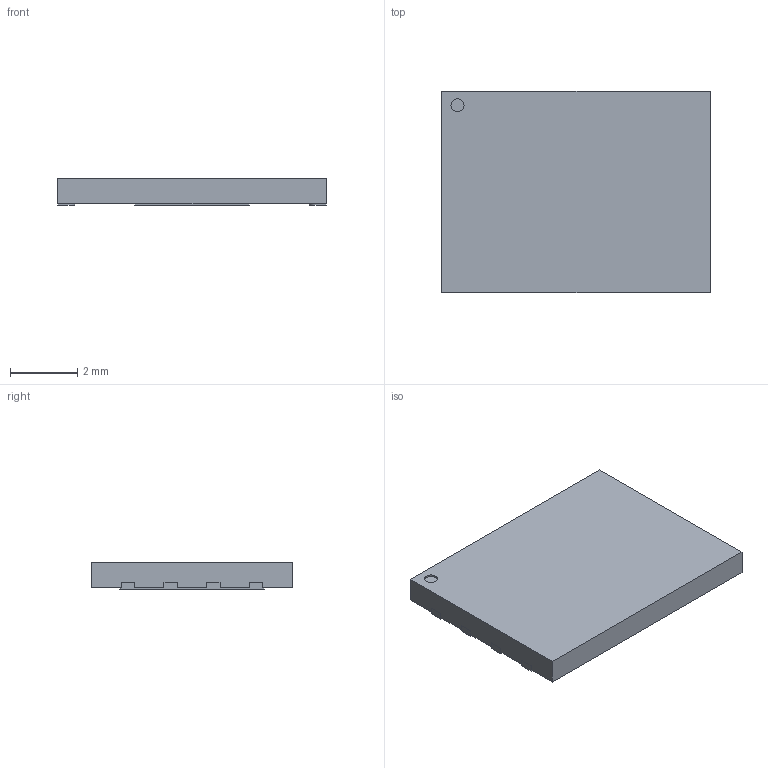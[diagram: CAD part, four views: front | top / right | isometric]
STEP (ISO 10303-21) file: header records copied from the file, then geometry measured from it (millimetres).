
FILE_DESCRIPTION(('FreeCAD Model'),'2;1');
FILE_NAME('W25Q256JVEIQ TR010_sp.step', '2019-05-14T03:40:16',('kicad StepUp'),('ksu MCAD'), 'Open CASCADE STEP processor 7.3','FreeCAD','Unknown');
FILE_SCHEMA(('AUTOMOTIVE_DESIGN { 1 0 10303 214 1 1 1 1 }'));
Length unit declared in the file: millimetre
Products named in the file (1): W25Q256JVEIQ_TR010_sp
Bounding box: 8 x 6 x 0.8 mm (x, y, z)
Volume: 36.8 mm3; surface area: 118.5 mm2
Topology: 1 solids, 1 shells, 59 faces, 169 edges, 114 vertices
Faces by surface type: plane 45, cylinder 14
Entity records: 2353 total; most frequent: CARTESIAN_POINT 343, ORIENTED_EDGE 338, DIRECTION 321, EDGE_CURVE 169, LINE 137, VECTOR 137, VERTEX_POINT 114, AXIS2_PLACEMENT_3D 92
